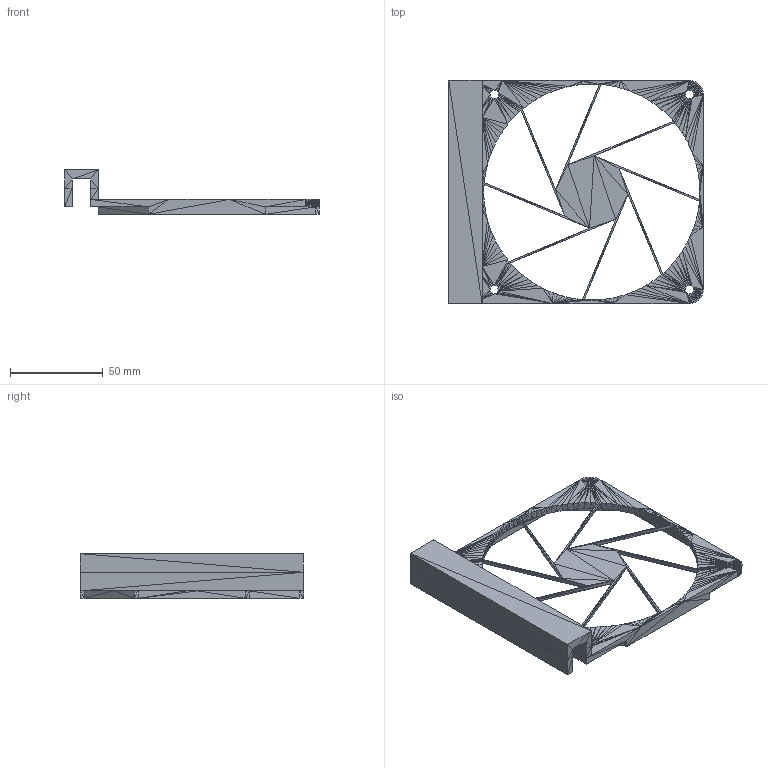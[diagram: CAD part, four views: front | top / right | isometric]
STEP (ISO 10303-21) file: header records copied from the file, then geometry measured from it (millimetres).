
FILE_DESCRIPTION(/* description */ (''),/* implementation_level */ '2;1');
FILE_NAME(/* name */ 'CaseFan2 v6.step',/* time_stamp */ '2023-03-13T12:49:30+10:00',/* author */ (''),/* organization */ (''),/* preprocessor_version */ 'ST-DEVELOPER v19.2',/* originating_system */ 'Autodesk Translation Framework v11.17.0.187',/* authorisation */ '');
FILE_SCHEMA (('AUTOMOTIVE_DESIGN { 1 0 10303 214 3 1 1 }'));
Length unit declared in the file: millimetre
Products named in the file (3): CaseFan2; CaseFan (3); CaseFan (3) (1)
Assembly tree (2 placements, depth 2):
  CaseFan2
    CaseFan (3)
    CaseFan (3) (1)
Bounding box: 137.04 x 120.05 x 24 mm (x, y, z)
Volume: 44656.5 mm3; surface area: 31357.7 mm2
Topology: 2 solids, 2 shells, 1340 faces, 2010 edges, 650 vertices
Faces by surface type: plane 1340
Entity records: 26194 total; most frequent: DIRECTION 4700, ORIENTED_EDGE 4020, CARTESIAN_POINT 4005, LINE 2010, VECTOR 2010, EDGE_CURVE 2010, AXIS2_PLACEMENT_3D 1345, FACE_OUTER_BOUND 1340
